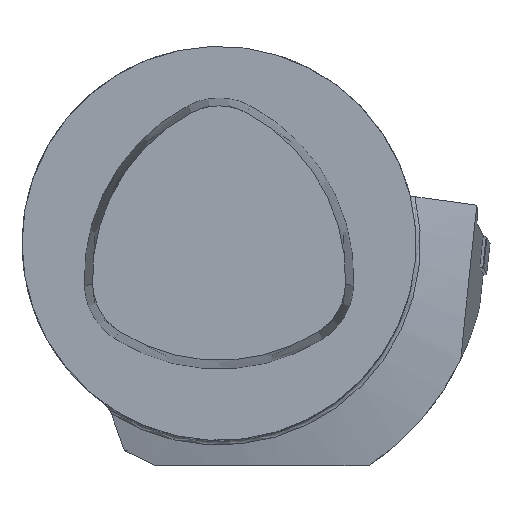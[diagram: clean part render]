
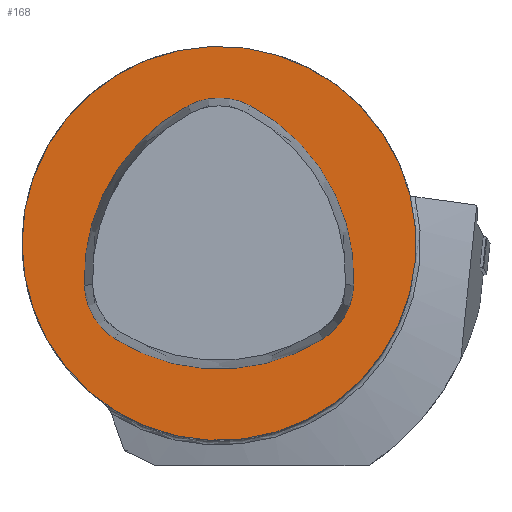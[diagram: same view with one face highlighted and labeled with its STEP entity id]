
A CAD part, top view. The second image highlights one B-rep face of the part: STEP entity #168.
In plain terms, the highlighted planar face has unit normal (0, 0, 1).
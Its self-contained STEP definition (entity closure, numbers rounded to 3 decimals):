
#112=FACE_BOUND('',#312,.T.);
#113=FACE_BOUND('',#313,.T.);
#133=CIRCLE('',#1098,40.);
#142=CIRCLE('',#1115,39.5);
#143=CIRCLE('',#1116,13.5);
#144=CIRCLE('',#1117,39.5);
#145=CIRCLE('',#1118,13.5);
#146=CIRCLE('',#1119,39.5);
#147=CIRCLE('',#1120,13.5);
#168=ADVANCED_FACE('',(#112,#113),#217,.T.);
#217=PLANE('',#1121);
#312=EDGE_LOOP('',(#603));
#313=EDGE_LOOP('',(#604,#605,#606,#607,#608,#609));
#603=ORIENTED_EDGE('',*,*,#923,.T.);
#604=ORIENTED_EDGE('',*,*,#943,.F.);
#605=ORIENTED_EDGE('',*,*,#944,.F.);
#606=ORIENTED_EDGE('',*,*,#945,.F.);
#607=ORIENTED_EDGE('',*,*,#946,.F.);
#608=ORIENTED_EDGE('',*,*,#947,.F.);
#609=ORIENTED_EDGE('',*,*,#948,.F.);
#830=VERTEX_POINT('',#1592);
#848=VERTEX_POINT('',#1660);
#849=VERTEX_POINT('',#1661);
#850=VERTEX_POINT('',#1663);
#851=VERTEX_POINT('',#1665);
#852=VERTEX_POINT('',#1667);
#853=VERTEX_POINT('',#1669);
#923=EDGE_CURVE('',#830,#830,#133,.T.);
#943=EDGE_CURVE('',#848,#849,#142,.T.);
#944=EDGE_CURVE('',#850,#848,#143,.T.);
#945=EDGE_CURVE('',#851,#850,#144,.T.);
#946=EDGE_CURVE('',#852,#851,#145,.T.);
#947=EDGE_CURVE('',#853,#852,#146,.T.);
#948=EDGE_CURVE('',#849,#853,#147,.T.);
#1098=AXIS2_PLACEMENT_3D('',#1591,#1251,#1252);
#1115=AXIS2_PLACEMENT_3D('',#1659,#1289,#1290);
#1116=AXIS2_PLACEMENT_3D('',#1662,#1291,#1292);
#1117=AXIS2_PLACEMENT_3D('',#1664,#1293,#1294);
#1118=AXIS2_PLACEMENT_3D('',#1666,#1295,#1296);
#1119=AXIS2_PLACEMENT_3D('',#1668,#1297,#1298);
#1120=AXIS2_PLACEMENT_3D('',#1670,#1299,#1300);
#1121=AXIS2_PLACEMENT_3D('',#1671,#1301,#1302);
#1251=DIRECTION('',(0.,0.,1.));
#1252=DIRECTION('',(-1.,0.,0.));
#1289=DIRECTION('',(0.,0.,1.));
#1290=DIRECTION('',(-1.,0.,0.));
#1291=DIRECTION('',(0.,0.,1.));
#1292=DIRECTION('',(-1.,0.,0.));
#1293=DIRECTION('',(0.,0.,1.));
#1294=DIRECTION('',(-1.,0.,0.));
#1295=DIRECTION('',(0.,0.,1.));
#1296=DIRECTION('',(-1.,0.,0.));
#1297=DIRECTION('',(0.,0.,1.));
#1298=DIRECTION('',(-1.,0.,0.));
#1299=DIRECTION('',(0.,0.,1.));
#1300=DIRECTION('',(-1.,0.,0.));
#1301=DIRECTION('',(0.,0.,1.));
#1302=DIRECTION('',(1.,0.,0.));
#1591=CARTESIAN_POINT('',(0.,0.,0.));
#1592=CARTESIAN_POINT('',(-40.,0.,0.));
#1659=CARTESIAN_POINT('',(-12.124,-7.,0.));
#1660=CARTESIAN_POINT('',(27.346,-8.519,0.));
#1661=CARTESIAN_POINT('',(6.295,27.942,0.));
#1662=CARTESIAN_POINT('',(13.856,-8.,0.));
#1663=CARTESIAN_POINT('',(21.051,-19.423,0.));
#1664=CARTESIAN_POINT('',(0.,14.,0.));
#1665=CARTESIAN_POINT('',(-21.051,-19.423,0.));
#1666=CARTESIAN_POINT('',(-13.856,-8.,0.));
#1667=CARTESIAN_POINT('',(-27.346,-8.519,0.));
#1668=CARTESIAN_POINT('',(12.124,-7.,0.));
#1669=CARTESIAN_POINT('',(-6.295,27.942,0.));
#1670=CARTESIAN_POINT('',(0.,16.,0.));
#1671=CARTESIAN_POINT('',(0.,0.,0.));
